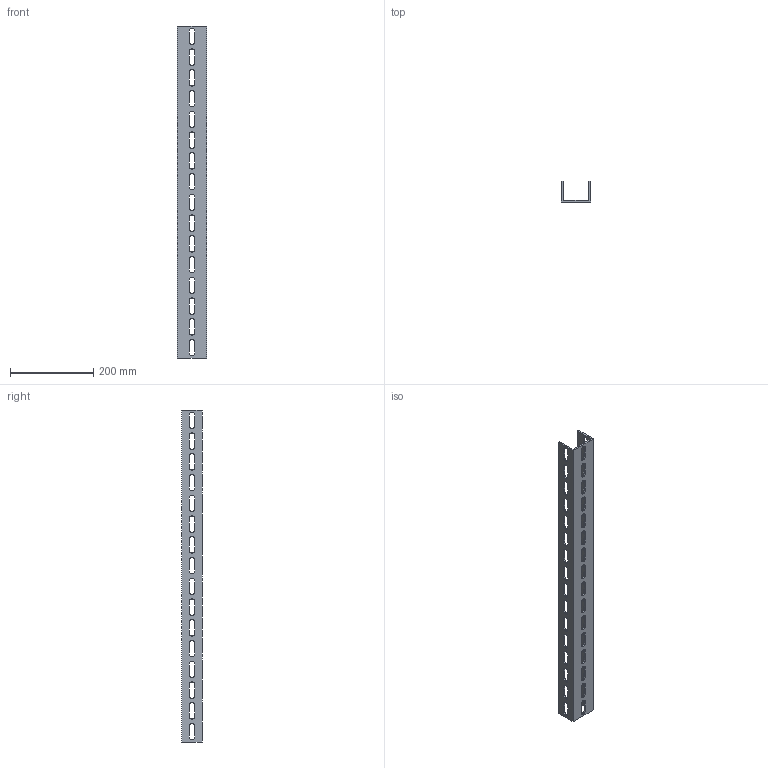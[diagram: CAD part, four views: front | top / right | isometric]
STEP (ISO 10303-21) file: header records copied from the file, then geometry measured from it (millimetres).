
FILE_DESCRIPTION (( 'STEP AP214' ), '1' );
FILE_NAME ('6341799.STP', '2020-05-08T07:31:12', ( '' ), ( '' ), 'SwSTEP 2.0', 'SolidWorks 2018', '' );
FILE_SCHEMA (( 'AUTOMOTIVE_DESIGN' ));
Length unit declared in the file: millimetre
Products named in the file (1): 6341799
Bounding box: 70 x 50 x 800 mm (x, y, z)
Volume: 418955.9 mm3; surface area: 235602.5 mm2
Topology: 1 solids, 1 shells, 258 faces, 768 edges, 512 vertices
Faces by surface type: cylinder 144, plane 114
Entity records: 8986 total; most frequent: DIRECTION 1574, CARTESIAN_POINT 1539, ORIENTED_EDGE 1536, EDGE_CURVE 768, AXIS2_PLACEMENT_3D 547, VERTEX_POINT 512, VECTOR 480, LINE 480
